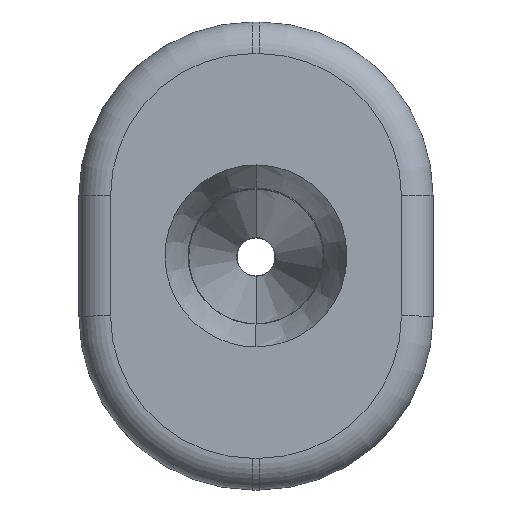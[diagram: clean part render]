
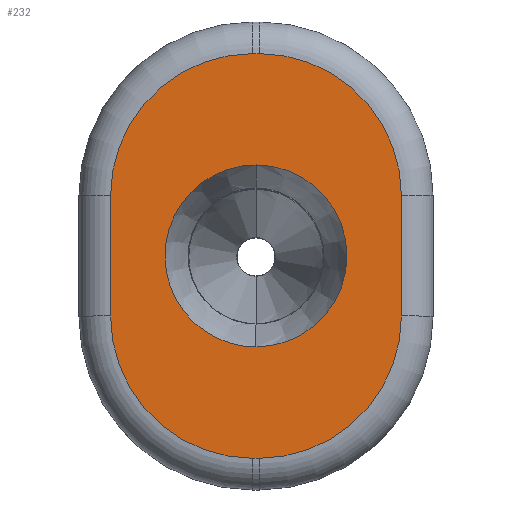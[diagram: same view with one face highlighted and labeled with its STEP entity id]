
A CAD part, top view. The second image highlights one B-rep face of the part: STEP entity #232.
In plain terms, the highlighted planar face has unit normal (0, 0, 1).
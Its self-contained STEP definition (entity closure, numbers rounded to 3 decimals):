
#110=AXIS2_PLACEMENT_3D('Circle Axis2P3D',#108,#109,$) ;
#141=AXIS2_PLACEMENT_3D('Circle Axis2P3D',#139,#140,$) ;
#154=AXIS2_PLACEMENT_3D('Plane Axis2P3D',#151,#152,#153) ;
#165=AXIS2_PLACEMENT_3D('Circle Axis2P3D',#163,#164,$) ;
#179=AXIS2_PLACEMENT_3D('Circle Axis2P3D',#177,#178,$) ;
#225=AXIS2_PLACEMENT_3D('Circle Axis2P3D',#223,#224,$) ;
#58=CARTESIAN_POINT('Vertex',(5.1,2.75,9.4)) ;
#74=CARTESIAN_POINT('Vertex',(5.1,4.65,9.4)) ;
#77=CARTESIAN_POINT('Line Origine',(5.1,3.7,9.4)) ;
#98=CARTESIAN_POINT('Vertex',(2.85,0.5,9.4)) ;
#108=CARTESIAN_POINT('Axis2P3D Location',(2.85,2.75,9.4)) ;
#136=CARTESIAN_POINT('Vertex',(2.85,6.9,9.4)) ;
#139=CARTESIAN_POINT('Axis2P3D Location',(2.85,4.65,9.4)) ;
#151=CARTESIAN_POINT('Axis2P3D Location',(2.8,3.7,9.4)) ;
#156=CARTESIAN_POINT('Line Origine',(2.8,6.9,9.4)) ;
#160=CARTESIAN_POINT('Vertex',(2.75,6.9,9.4)) ;
#163=CARTESIAN_POINT('Axis2P3D Location',(2.75,4.65,9.4)) ;
#167=CARTESIAN_POINT('Vertex',(0.5,4.65,9.4)) ;
#170=CARTESIAN_POINT('Line Origine',(0.5,3.7,9.4)) ;
#174=CARTESIAN_POINT('Vertex',(0.5,2.75,9.4)) ;
#177=CARTESIAN_POINT('Axis2P3D Location',(2.75,2.75,9.4)) ;
#181=CARTESIAN_POINT('Vertex',(2.75,0.5,9.4)) ;
#184=CARTESIAN_POINT('Line Origine',(2.8,0.5,9.4)) ;
#200=CARTESIAN_POINT('Control Point',(2.8,5.139,9.4)) ;
#201=CARTESIAN_POINT('Control Point',(2.577,5.139,9.4)) ;
#202=CARTESIAN_POINT('Control Point',(2.354,5.096,9.4)) ;
#203=CARTESIAN_POINT('Control Point',(2.142,5.009,9.4)) ;
#204=CARTESIAN_POINT('Control Point',(1.76,4.757,9.4)) ;
#205=CARTESIAN_POINT('Control Point',(1.501,4.38,9.4)) ;
#206=CARTESIAN_POINT('Control Point',(1.41,4.166,9.4)) ;
#207=CARTESIAN_POINT('Control Point',(1.317,3.715,9.4)) ;
#208=CARTESIAN_POINT('Control Point',(1.401,3.263,9.4)) ;
#209=CARTESIAN_POINT('Control Point',(1.487,3.047,9.4)) ;
#210=CARTESIAN_POINT('Control Point',(1.74,2.662,9.4)) ;
#211=CARTESIAN_POINT('Control Point',(2.12,2.401,9.4)) ;
#212=CARTESIAN_POINT('Control Point',(2.333,2.31,9.4)) ;
#213=CARTESIAN_POINT('Control Point',(2.562,2.263,9.4)) ;
#214=CARTESIAN_POINT('Control Point',(2.791,2.261,9.4)) ;
#215=CARTESIAN_POINT('Control Point',(2.794,2.261,9.4)) ;
#216=CARTESIAN_POINT('Control Point',(2.797,2.261,9.4)) ;
#217=CARTESIAN_POINT('Control Point',(2.8,2.261,9.4)) ;
#218=CARTESIAN_POINT('Vertex',(2.8,5.139,9.4)) ;
#220=CARTESIAN_POINT('Vertex',(2.8,2.261,9.4)) ;
#223=CARTESIAN_POINT('Axis2P3D Location',(2.8,3.7,9.4)) ;
#78=DIRECTION('Vector Direction',(0.,1.,0.)) ;
#109=DIRECTION('Axis2P3D Direction',(0.,0.,1.)) ;
#140=DIRECTION('Axis2P3D Direction',(0.,0.,1.)) ;
#152=DIRECTION('Axis2P3D Direction',(0.,0.,1.)) ;
#153=DIRECTION('Axis2P3D XDirection',(0.,1.,0.)) ;
#157=DIRECTION('Vector Direction',(1.,0.,0.)) ;
#164=DIRECTION('Axis2P3D Direction',(0.,0.,1.)) ;
#171=DIRECTION('Vector Direction',(0.,-1.,0.)) ;
#178=DIRECTION('Axis2P3D Direction',(0.,0.,1.)) ;
#185=DIRECTION('Vector Direction',(-1.,0.,0.)) ;
#224=DIRECTION('Axis2P3D Direction',(0.,0.,1.)) ;
#79=VECTOR('Line Direction',#78,1.) ;
#158=VECTOR('Line Direction',#157,1.) ;
#172=VECTOR('Line Direction',#171,1.) ;
#186=VECTOR('Line Direction',#185,1.) ;
#190=ORIENTED_EDGE('',*,*,#112,.T.) ;
#191=ORIENTED_EDGE('',*,*,#81,.T.) ;
#192=ORIENTED_EDGE('',*,*,#143,.T.) ;
#193=ORIENTED_EDGE('',*,*,#162,.T.) ;
#194=ORIENTED_EDGE('',*,*,#169,.T.) ;
#195=ORIENTED_EDGE('',*,*,#176,.T.) ;
#196=ORIENTED_EDGE('',*,*,#183,.T.) ;
#197=ORIENTED_EDGE('',*,*,#188,.T.) ;
#229=ORIENTED_EDGE('',*,*,#222,.F.) ;
#230=ORIENTED_EDGE('',*,*,#227,.F.) ;
#231=FACE_BOUND('',#228,.T.) ;
#232=ADVANCED_FACE('Koerper.2',(#198,#231),#155,.T.) ;
#199=B_SPLINE_CURVE_WITH_KNOTS('',5,(#200,#201,#202,#203,#204,#205,#206,#207,#208,#209,#210,#211,#212,#213,#214,#215,#216,#217),.UNSPECIFIED.,.F.,.U.,(6,3,3,3,3,6),(0.,1.392,2.802,4.212,5.623,5.642),.UNSPECIFIED.) ;
#111=CIRCLE('generated circle',#110,2.25) ;
#142=CIRCLE('generated circle',#141,2.25) ;
#166=CIRCLE('generated circle',#165,2.25) ;
#180=CIRCLE('generated circle',#179,2.25) ;
#226=CIRCLE('generated circle',#225,1.439) ;
#81=EDGE_CURVE('',#59,#75,#80,.T.) ;
#112=EDGE_CURVE('',#99,#59,#111,.T.) ;
#143=EDGE_CURVE('',#75,#137,#142,.T.) ;
#162=EDGE_CURVE('',#137,#161,#159,.F.) ;
#169=EDGE_CURVE('',#161,#168,#166,.T.) ;
#176=EDGE_CURVE('',#168,#175,#173,.T.) ;
#183=EDGE_CURVE('',#175,#182,#180,.T.) ;
#188=EDGE_CURVE('',#182,#99,#187,.F.) ;
#222=EDGE_CURVE('',#219,#221,#199,.T.) ;
#227=EDGE_CURVE('',#221,#219,#226,.T.) ;
#189=EDGE_LOOP('',(#190,#191,#192,#193,#194,#195,#196,#197)) ;
#228=EDGE_LOOP('',(#229,#230)) ;
#198=FACE_OUTER_BOUND('',#189,.T.) ;
#80=LINE('Line',#77,#79) ;
#159=LINE('Line',#156,#158) ;
#173=LINE('Line',#170,#172) ;
#187=LINE('Line',#184,#186) ;
#155=PLANE('',#154) ;
#59=VERTEX_POINT('',#58) ;
#75=VERTEX_POINT('',#74) ;
#99=VERTEX_POINT('',#98) ;
#137=VERTEX_POINT('',#136) ;
#161=VERTEX_POINT('',#160) ;
#168=VERTEX_POINT('',#167) ;
#175=VERTEX_POINT('',#174) ;
#182=VERTEX_POINT('',#181) ;
#219=VERTEX_POINT('',#218) ;
#221=VERTEX_POINT('',#220) ;
